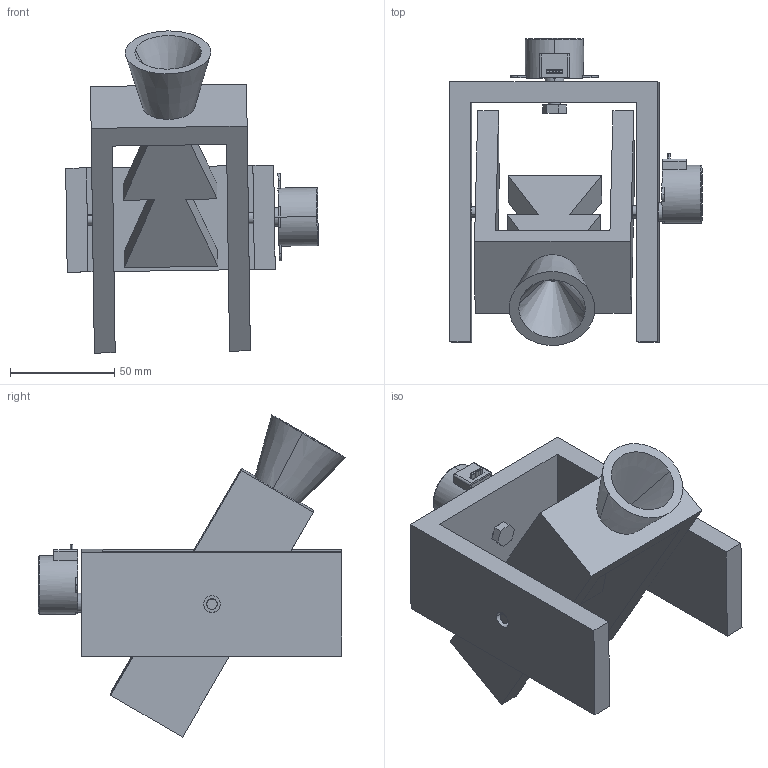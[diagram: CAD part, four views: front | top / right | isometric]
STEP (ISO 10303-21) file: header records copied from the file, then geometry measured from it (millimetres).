
FILE_DESCRIPTION (( 'STEP AP214' ), '1' );
FILE_NAME ('weed_removal_mechanism.STEP', '2021-03-25T12:03:26', ( '' ), ( '' ), 'SwSTEP 2.0', 'SolidWorks 2021', '' );
FILE_SCHEMA (( 'AUTOMOTIVE_DESIGN' ));
Length unit declared in the file: millimetre
Products named in the file (7): Sprayer-Junction; weed_removal_mechanism; Sprayer-Outer-Motor-Connector; 28BYJ-48_Varsayilan; Sprayer-InnerPiece; Sprayer-Nozzle-01; Sprayer-OuterPiece
Assembly tree (7 placements, depth 2):
  weed_removal_mechanism
    Sprayer-OuterPiece
    Sprayer-InnerPiece
    Sprayer-Outer-Motor-Connector
    28BYJ-48_Varsayilan  x2
    Sprayer-Nozzle-01
    Sprayer-Junction
Bounding box: 121.44 x 147.67 x 154.89 mm (x, y, z)
Volume: 331360.7 mm3; surface area: 105588 mm2
Topology: 9 solids, 9 shells, 791 faces, 2067 edges, 1366 vertices
Faces by surface type: plane 444, bspline 218, cylinder 117, torus 8, cone 4
Entity records: 20174 total; most frequent: CARTESIAN_POINT 9344, ORIENTED_EDGE 2256, DIRECTION 1726, EDGE_CURVE 1128, VERTEX_POINT 746, LINE 710, VECTOR 710, AXIS2_PLACEMENT_3D 508
